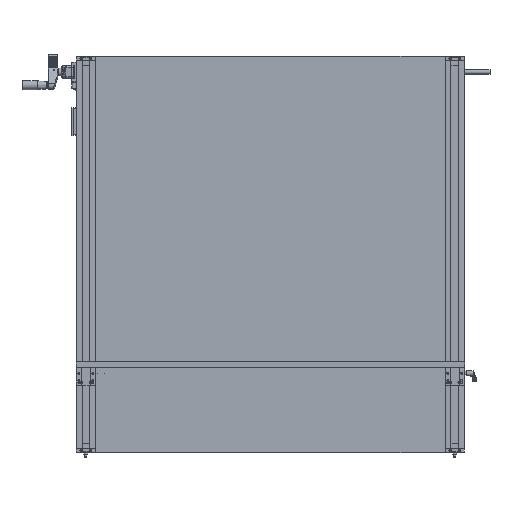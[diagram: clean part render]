
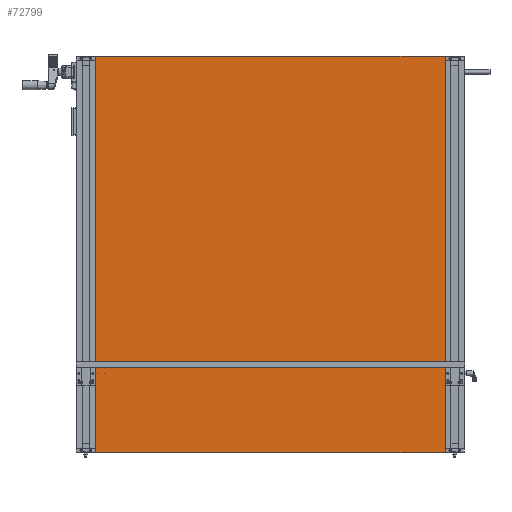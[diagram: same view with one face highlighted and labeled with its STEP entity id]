
A CAD part, top view. The second image highlights one B-rep face of the part: STEP entity #72799.
In plain terms, the highlighted planar face has unit normal (0, 0, 1).
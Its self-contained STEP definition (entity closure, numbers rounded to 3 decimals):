
#5099=LINE('',#111837,#10946);
#5103=LINE('',#111846,#10950);
#5106=LINE('',#111852,#10953);
#5109=LINE('',#111858,#10956);
#10946=VECTOR('',#91184,1000.);
#10950=VECTOR('',#91190,1000.);
#10953=VECTOR('',#91195,1000.);
#10956=VECTOR('',#91200,1000.);
#26088=ORIENTED_EDGE('',*,*,#35571,.T.);
#26089=ORIENTED_EDGE('',*,*,#35575,.T.);
#26090=ORIENTED_EDGE('',*,*,#35578,.T.);
#26091=ORIENTED_EDGE('',*,*,#35581,.T.);
#35571=EDGE_CURVE('',#41386,#41387,#5099,.T.);
#35575=EDGE_CURVE('',#41387,#41390,#5103,.T.);
#35578=EDGE_CURVE('',#41390,#41392,#5106,.T.);
#35581=EDGE_CURVE('',#41392,#41386,#5109,.T.);
#41386=VERTEX_POINT('',#111838);
#41387=VERTEX_POINT('',#111839);
#41390=VERTEX_POINT('',#111847);
#41392=VERTEX_POINT('',#111853);
#47267=EDGE_LOOP('',(#26088,#26089,#26090,#26091));
#51338=FACE_BOUND('',#47267,.T.);
#53902=PLANE('',#77624);
#72799=ADVANCED_FACE('',(#51338),#53902,.T.);
#77624=AXIS2_PLACEMENT_3D('',#111861,#91204,#91205);
#91184=DIRECTION('',(0.,-1.,0.));
#91190=DIRECTION('',(1.,0.,0.));
#91195=DIRECTION('',(0.,1.,0.));
#91200=DIRECTION('',(-1.,0.,0.));
#91204=DIRECTION('',(0.,0.,1.));
#91205=DIRECTION('',(1.,0.,0.));
#111837=CARTESIAN_POINT('',(-650.,250.,0.));
#111838=CARTESIAN_POINT('',(-650.,770.29,0.));
#111839=CARTESIAN_POINT('',(-650.,-250.,0.));
#111846=CARTESIAN_POINT('',(-250.,-250.,0.));
#111847=CARTESIAN_POINT('',(250.,-250.,0.));
#111852=CARTESIAN_POINT('',(250.,-250.,0.));
#111853=CARTESIAN_POINT('',(250.,770.29,0.));
#111858=CARTESIAN_POINT('',(250.,770.29,0.));
#111861=CARTESIAN_POINT('',(0.,0.,0.));
